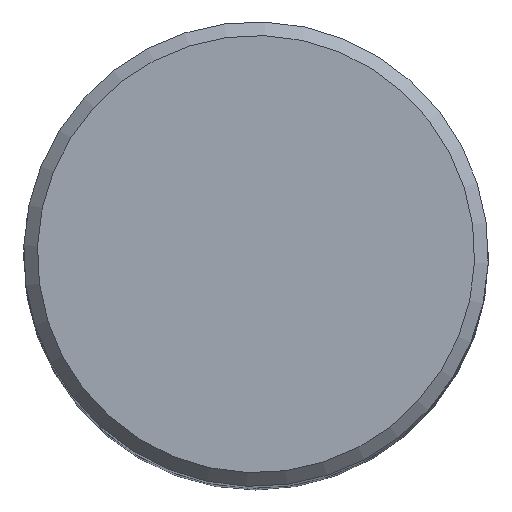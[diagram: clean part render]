
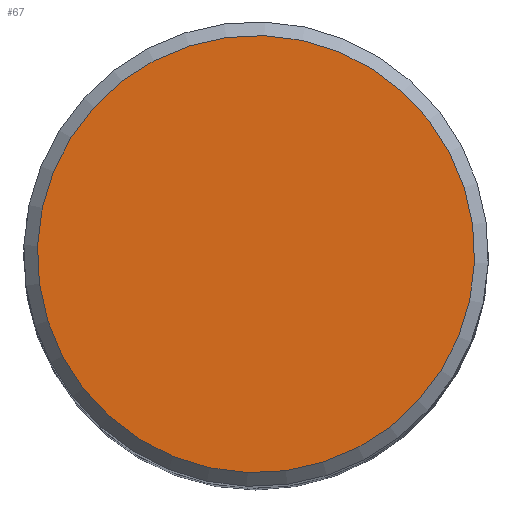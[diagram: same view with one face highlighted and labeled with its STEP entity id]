
A CAD part, top view. The second image highlights one B-rep face of the part: STEP entity #67.
In plain terms, the highlighted planar face has unit normal (0, 0, 1).
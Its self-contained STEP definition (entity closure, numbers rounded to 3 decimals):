
#67=ADVANCED_FACE('',(#160),#162,.T.);
#160=FACE_BOUND('',#161,.T.);
#161=EDGE_LOOP('',(#208));
#162=PLANE('',#163);
#163=AXIS2_PLACEMENT_3D('',#164,#165,#166);
#164=CARTESIAN_POINT('',(0.,0.,150.5));
#165=DIRECTION('',(0.,0.,1.));
#166=DIRECTION('',(0.533,0.846,0.));
#208=ORIENTED_EDGE('',*,*,#412,.T.);
#412=EDGE_CURVE('',#479,#479,#480,.T.);
#479=VERTEX_POINT('',#550);
#480=CIRCLE('',#551,16.);
#550=CARTESIAN_POINT('',(8.524,13.54,150.5));
#551=AXIS2_PLACEMENT_3D('',#552,#553,#554);
#552=CARTESIAN_POINT('',(0.,0.,150.5));
#553=DIRECTION('',(0.,0.,1.));
#554=DIRECTION('',(0.533,0.846,0.));
